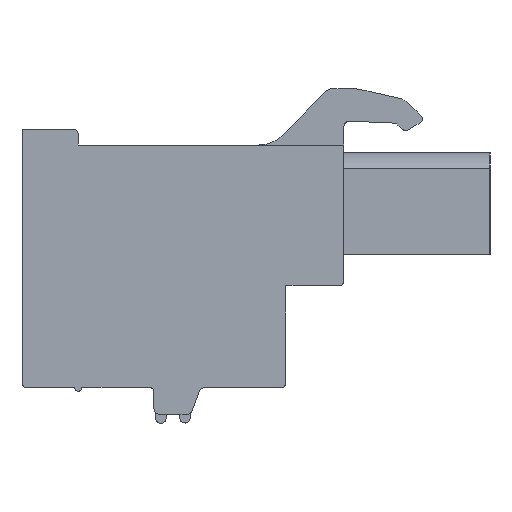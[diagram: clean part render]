
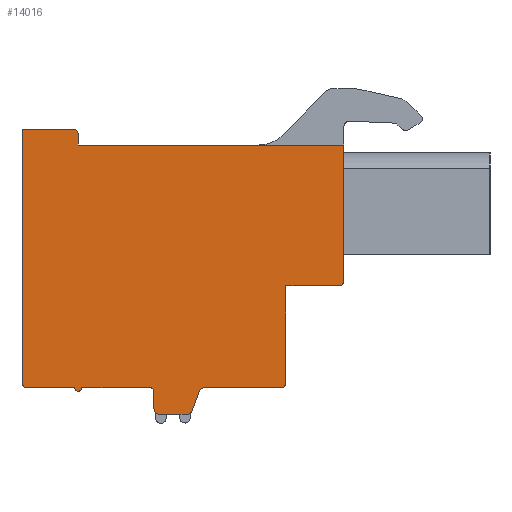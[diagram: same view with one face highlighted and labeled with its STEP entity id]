
A CAD part, left-side view. The second image highlights one B-rep face of the part: STEP entity #14016.
In plain terms, the highlighted planar face has unit normal (-1, 0, 0).
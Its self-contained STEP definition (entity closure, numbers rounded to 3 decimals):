
#102=DIRECTION('',(0.,0.,1.));
#103=VECTOR('',#102,5.5);
#104=CARTESIAN_POINT('',(-86.98,-2.36,-6.54));
#105=LINE('',#104,#103);
#110=CARTESIAN_POINT('',(-86.98,-5.36,-0.74));
#111=DIRECTION('',(1.,0.,0.));
#112=DIRECTION('',(0.,-1.,0.));
#113=AXIS2_PLACEMENT_3D('',#110,#111,#112);
#115=DIRECTION('',(0.,-1.,0.));
#116=VECTOR('',#115,3.);
#117=CARTESIAN_POINT('',(-86.98,-2.36,-1.04));
#118=LINE('',#117,#116);
#119=CARTESIAN_POINT('',(-86.98,-2.06,-6.54));
#120=DIRECTION('',(1.,0.,0.));
#121=DIRECTION('',(0.,-1.,0.));
#122=AXIS2_PLACEMENT_3D('',#119,#120,#121);
#124=DIRECTION('',(0.,1.,0.));
#125=VECTOR('',#124,4.34);
#126=CARTESIAN_POINT('',(-86.98,-2.06,-6.84));
#127=LINE('',#126,#125);
#128=CARTESIAN_POINT('',(-86.98,2.28,-7.14));
#129=DIRECTION('',(-1.,0.,0.));
#130=DIRECTION('',(0.,0.,1.));
#131=AXIS2_PLACEMENT_3D('',#128,#129,#130);
#133=DIRECTION('',(0.,0.345,-0.939));
#134=VECTOR('',#133,1.179);
#135=CARTESIAN_POINT('',(-86.98,2.562,-7.037));
#136=LINE('',#135,#134);
#137=CARTESIAN_POINT('',(-86.98,3.25,-8.04));
#138=DIRECTION('',(1.,0.,0.));
#139=DIRECTION('',(0.,-0.939,-0.345));
#140=AXIS2_PLACEMENT_3D('',#137,#138,#139);
#142=DIRECTION('',(0.,1.,0.));
#143=VECTOR('',#142,1.59);
#144=CARTESIAN_POINT('',(-86.98,3.25,-8.34));
#145=LINE('',#144,#143);
#146=CARTESIAN_POINT('',(-86.98,4.84,-8.04));
#147=DIRECTION('',(1.,0.,0.));
#148=DIRECTION('',(0.,0.,-1.));
#149=AXIS2_PLACEMENT_3D('',#146,#147,#148);
#151=DIRECTION('',(0.,0.,1.));
#152=VECTOR('',#151,1.);
#153=CARTESIAN_POINT('',(-86.98,5.14,-8.04));
#154=LINE('',#153,#152);
#155=CARTESIAN_POINT('',(-86.98,5.34,-7.04));
#156=DIRECTION('',(-1.,0.,0.));
#157=DIRECTION('',(0.,-1.,0.));
#158=AXIS2_PLACEMENT_3D('',#155,#156,#157);
#160=DIRECTION('',(0.,1.,0.));
#161=VECTOR('',#160,3.9);
#162=CARTESIAN_POINT('',(-86.98,5.34,-6.84));
#163=LINE('',#162,#161);
#164=CARTESIAN_POINT('',(-86.98,9.44,-6.84));
#165=DIRECTION('',(1.,0.,0.));
#166=DIRECTION('',(0.,-1.,0.));
#167=AXIS2_PLACEMENT_3D('',#164,#165,#166);
#169=DIRECTION('',(0.,1.,0.));
#170=VECTOR('',#169,2.7);
#171=CARTESIAN_POINT('',(-86.98,9.64,-6.84));
#172=LINE('',#171,#170);
#173=CARTESIAN_POINT('',(-86.98,12.34,-6.54));
#174=DIRECTION('',(1.,0.,0.));
#175=DIRECTION('',(0.,0.,-1.));
#176=AXIS2_PLACEMENT_3D('',#173,#174,#175);
#178=DIRECTION('',(0.,0.,1.));
#179=VECTOR('',#178,14.4);
#180=CARTESIAN_POINT('',(-86.98,12.64,-6.54));
#181=LINE('',#180,#179);
#182=DIRECTION('',(0.,-1.,0.));
#183=VECTOR('',#182,2.9);
#184=CARTESIAN_POINT('',(-86.98,12.64,7.86));
#185=LINE('',#184,#183);
#186=CARTESIAN_POINT('',(-86.98,9.74,7.56));
#187=DIRECTION('',(1.,0.,0.));
#188=DIRECTION('',(0.,0.,1.));
#189=AXIS2_PLACEMENT_3D('',#186,#187,#188);
#191=DIRECTION('',(0.,0.,-1.));
#192=VECTOR('',#191,0.6);
#193=CARTESIAN_POINT('',(-86.98,9.44,7.56));
#194=LINE('',#193,#192);
#195=DIRECTION('',(0.,-1.,0.));
#196=VECTOR('',#195,15.1);
#197=CARTESIAN_POINT('',(-86.98,9.44,6.96));
#198=LINE('',#197,#196);
#4173=DIRECTION('',(0.,0.,1.));
#4174=VECTOR('',#4173,7.7);
#4175=CARTESIAN_POINT('',(-86.98,-5.66,-0.74));
#4176=LINE('',#4175,#4174);
#10599=CARTESIAN_POINT('',(-86.98,9.44,6.96));
#10600=CARTESIAN_POINT('',(-86.98,-5.66,6.96));
#10601=VERTEX_POINT('',#10599);
#10602=VERTEX_POINT('',#10600);
#10603=CARTESIAN_POINT('',(-86.98,-2.36,-6.54));
#10604=CARTESIAN_POINT('',(-86.98,-2.06,-6.84));
#10605=VERTEX_POINT('',#10603);
#10606=VERTEX_POINT('',#10604);
#10607=CARTESIAN_POINT('',(-86.98,2.28,-6.84));
#10608=VERTEX_POINT('',#10607);
#10609=CARTESIAN_POINT('',(-86.98,2.562,-7.037));
#10610=VERTEX_POINT('',#10609);
#10611=CARTESIAN_POINT('',(-86.98,2.968,-8.143));
#10612=VERTEX_POINT('',#10611);
#10613=CARTESIAN_POINT('',(-86.98,3.25,-8.34));
#10614=VERTEX_POINT('',#10613);
#10615=CARTESIAN_POINT('',(-86.98,4.84,-8.34));
#10616=VERTEX_POINT('',#10615);
#10617=CARTESIAN_POINT('',(-86.98,5.14,-8.04));
#10618=VERTEX_POINT('',#10617);
#10619=CARTESIAN_POINT('',(-86.98,5.14,-7.04));
#10620=VERTEX_POINT('',#10619);
#10621=CARTESIAN_POINT('',(-86.98,5.34,-6.84));
#10622=VERTEX_POINT('',#10621);
#10623=CARTESIAN_POINT('',(-86.98,9.24,-6.84));
#10624=VERTEX_POINT('',#10623);
#10625=CARTESIAN_POINT('',(-86.98,9.64,-6.84));
#10626=VERTEX_POINT('',#10625);
#10627=CARTESIAN_POINT('',(-86.98,12.34,-6.84));
#10628=VERTEX_POINT('',#10627);
#10629=CARTESIAN_POINT('',(-86.98,12.64,-6.54));
#10630=VERTEX_POINT('',#10629);
#10631=CARTESIAN_POINT('',(-86.98,12.64,7.86));
#10632=VERTEX_POINT('',#10631);
#10633=CARTESIAN_POINT('',(-86.98,9.74,7.86));
#10634=VERTEX_POINT('',#10633);
#10635=CARTESIAN_POINT('',(-86.98,9.44,7.56));
#10636=VERTEX_POINT('',#10635);
#13799=CARTESIAN_POINT('',(-86.98,-5.66,-0.74));
#13800=VERTEX_POINT('',#13799);
#13801=CARTESIAN_POINT('',(-86.98,-2.36,-1.04));
#13802=VERTEX_POINT('',#13801);
#13803=CARTESIAN_POINT('',(-86.98,-5.36,-1.04));
#13804=VERTEX_POINT('',#13803);
#13968=CARTESIAN_POINT('',(-86.98,0.,0.));
#13969=DIRECTION('',(1.,0.,0.));
#13970=DIRECTION('',(0.,-1.,0.));
#13971=AXIS2_PLACEMENT_3D('',#13968,#13969,#13970);
#13972=PLANE('',#13971);
#13973=ORIENTED_EDGE('',*,*,#13932,.T.);
#13974=ORIENTED_EDGE('',*,*,#13947,.F.);
#13975=ORIENTED_EDGE('',*,*,#13959,.F.);
#13977=ORIENTED_EDGE('',*,*,#13976,.T.);
#13979=ORIENTED_EDGE('',*,*,#13978,.T.);
#13981=ORIENTED_EDGE('',*,*,#13980,.T.);
#13983=ORIENTED_EDGE('',*,*,#13982,.T.);
#13985=ORIENTED_EDGE('',*,*,#13984,.T.);
#13987=ORIENTED_EDGE('',*,*,#13986,.T.);
#13989=ORIENTED_EDGE('',*,*,#13988,.T.);
#13991=ORIENTED_EDGE('',*,*,#13990,.T.);
#13993=ORIENTED_EDGE('',*,*,#13992,.T.);
#13995=ORIENTED_EDGE('',*,*,#13994,.T.);
#13997=ORIENTED_EDGE('',*,*,#13996,.T.);
#13999=ORIENTED_EDGE('',*,*,#13998,.T.);
#14001=ORIENTED_EDGE('',*,*,#14000,.T.);
#14003=ORIENTED_EDGE('',*,*,#14002,.T.);
#14005=ORIENTED_EDGE('',*,*,#14004,.T.);
#14007=ORIENTED_EDGE('',*,*,#14006,.T.);
#14009=ORIENTED_EDGE('',*,*,#14008,.T.);
#14011=ORIENTED_EDGE('',*,*,#14010,.T.);
#14013=ORIENTED_EDGE('',*,*,#14012,.F.);
#14014=EDGE_LOOP('',(#13973,#13974,#13975,#13977,#13979,#13981,#13983,#13985,
#13987,#13989,#13991,#13993,#13995,#13997,#13999,#14001,#14003,#14005,#14007,
#14009,#14011,#14013));
#14015=FACE_OUTER_BOUND('',#14014,.F.);
#14016=ADVANCED_FACE('',(#14015),#13972,.F.);
#114=CIRCLE('',#113,0.3);
#123=CIRCLE('',#122,0.3);
#132=CIRCLE('',#131,0.3);
#141=CIRCLE('',#140,0.3);
#150=CIRCLE('',#149,0.3);
#159=CIRCLE('',#158,0.2);
#168=CIRCLE('',#167,0.2);
#177=CIRCLE('',#176,0.3);
#190=CIRCLE('',#189,0.3);
#13932=EDGE_CURVE('',#13800,#13804,#114,.T.);
#13947=EDGE_CURVE('',#13802,#13804,#118,.T.);
#13959=EDGE_CURVE('',#10605,#13802,#105,.T.);
#13976=EDGE_CURVE('',#10605,#10606,#123,.T.);
#13978=EDGE_CURVE('',#10606,#10608,#127,.T.);
#13980=EDGE_CURVE('',#10608,#10610,#132,.T.);
#13982=EDGE_CURVE('',#10610,#10612,#136,.T.);
#13984=EDGE_CURVE('',#10612,#10614,#141,.T.);
#13986=EDGE_CURVE('',#10614,#10616,#145,.T.);
#13988=EDGE_CURVE('',#10616,#10618,#150,.T.);
#13990=EDGE_CURVE('',#10618,#10620,#154,.T.);
#13992=EDGE_CURVE('',#10620,#10622,#159,.T.);
#13994=EDGE_CURVE('',#10622,#10624,#163,.T.);
#13996=EDGE_CURVE('',#10624,#10626,#168,.T.);
#13998=EDGE_CURVE('',#10626,#10628,#172,.T.);
#14000=EDGE_CURVE('',#10628,#10630,#177,.T.);
#14002=EDGE_CURVE('',#10630,#10632,#181,.T.);
#14004=EDGE_CURVE('',#10632,#10634,#185,.T.);
#14006=EDGE_CURVE('',#10634,#10636,#190,.T.);
#14008=EDGE_CURVE('',#10636,#10601,#194,.T.);
#14010=EDGE_CURVE('',#10601,#10602,#198,.T.);
#14012=EDGE_CURVE('',#13800,#10602,#4176,.T.);
